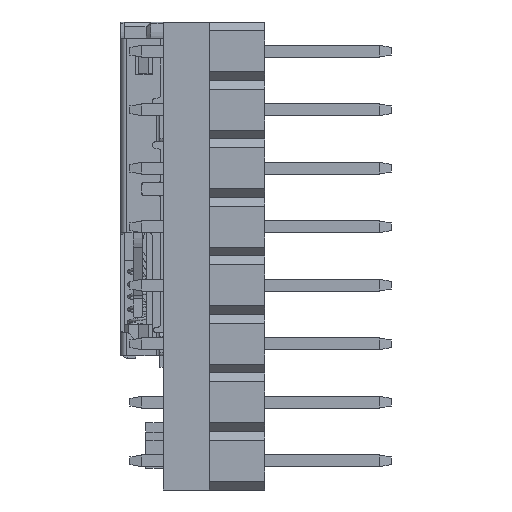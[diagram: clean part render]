
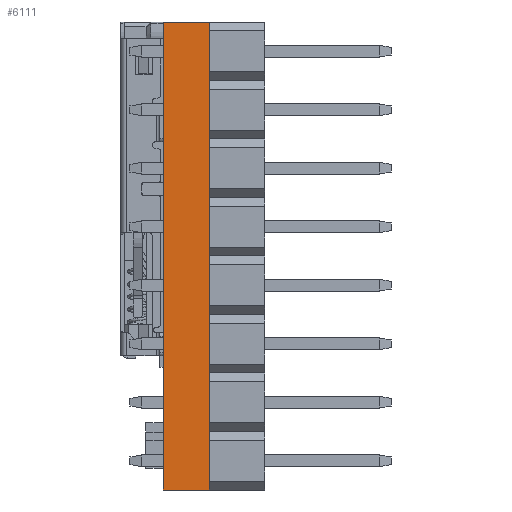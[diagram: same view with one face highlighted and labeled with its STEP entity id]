
A CAD part, left-side view. The second image highlights one B-rep face of the part: STEP entity #6111.
In plain terms, the highlighted planar face has unit normal (-1, 0, 0).
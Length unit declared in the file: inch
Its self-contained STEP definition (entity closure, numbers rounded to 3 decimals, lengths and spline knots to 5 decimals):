
#1113 = VERTEX_POINT ( 'NONE', #26924 ) ;
#1362 = CARTESIAN_POINT ( 'NONE',  ( -0.4, 0.09449, 0.4 ) ) ;
#1692 = EDGE_LOOP ( 'NONE', ( #4668, #12223, #27672, #43425 ) ) ;
#4668 = ORIENTED_EDGE ( 'NONE', *, *, #23506, .T. ) ;
#6111 = ADVANCED_FACE ( 'NONE', ( #10908 ), #43262, .F. ) ;
#6198 = DIRECTION ( 'NONE',  ( 0., -1., 0. ) ) ;
#7237 = EDGE_CURVE ( 'NONE', #1113, #32172, #43819, .T. ) ;
#8516 = VECTOR ( 'NONE', #8706, 39.37008 ) ;
#8706 = DIRECTION ( 'NONE',  ( 0., 0., 1. ) ) ;
#10908 = FACE_OUTER_BOUND ( 'NONE', #1692, .T. ) ;
#11836 = LINE ( 'NONE', #1362, #8516 ) ;
#12223 = ORIENTED_EDGE ( 'NONE', *, *, #7237, .F. ) ;
#13841 = VECTOR ( 'NONE', #6198, 39.37008 ) ;
#15634 = AXIS2_PLACEMENT_3D ( 'NONE', #28789, #18301, #22097 ) ;
#16782 = VECTOR ( 'NONE', #21227, 39.37008 ) ;
#17766 = DIRECTION ( 'NONE',  ( 0., -1., 0. ) ) ;
#18301 = DIRECTION ( 'NONE',  ( 1., 0., 0. ) ) ;
#18341 = CARTESIAN_POINT ( 'NONE',  ( -0.4, 0.17323, -0.4 ) ) ;
#21031 = VERTEX_POINT ( 'NONE', #18341 ) ;
#21227 = DIRECTION ( 'NONE',  ( 0., 0., 1. ) ) ;
#22097 = DIRECTION ( 'NONE',  ( 0., 0., -1. ) ) ;
#23165 = CARTESIAN_POINT ( 'NONE',  ( -0.4, 0.17323, 0.4 ) ) ;
#23506 = EDGE_CURVE ( 'NONE', #38621, #32172, #11836, .T. ) ;
#24021 = EDGE_CURVE ( 'NONE', #21031, #38621, #42324, .T. ) ;
#24323 = LINE ( 'NONE', #34641, #16782 ) ;
#26924 = CARTESIAN_POINT ( 'NONE',  ( -0.4, 0.17323, 0.4 ) ) ;
#27672 = ORIENTED_EDGE ( 'NONE', *, *, #29854, .F. ) ;
#28789 = CARTESIAN_POINT ( 'NONE',  ( -0.4, 0.17323, 0.4 ) ) ;
#29854 = EDGE_CURVE ( 'NONE', #21031, #1113, #24323, .T. ) ;
#30354 = VECTOR ( 'NONE', #17766, 39.37008 ) ;
#32172 = VERTEX_POINT ( 'NONE', #42753 ) ;
#34641 = CARTESIAN_POINT ( 'NONE',  ( -0.4, 0.17323, 0.4 ) ) ;
#38435 = CARTESIAN_POINT ( 'NONE',  ( -0.4, 0.17323, -0.4 ) ) ;
#38621 = VERTEX_POINT ( 'NONE', #43537 ) ;
#42324 = LINE ( 'NONE', #38435, #30354 ) ;
#42753 = CARTESIAN_POINT ( 'NONE',  ( -0.4, 0.09449, 0.4 ) ) ;
#43262 = PLANE ( 'NONE',  #15634 ) ;
#43425 = ORIENTED_EDGE ( 'NONE', *, *, #24021, .T. ) ;
#43537 = CARTESIAN_POINT ( 'NONE',  ( -0.4, 0.09449, -0.4 ) ) ;
#43819 = LINE ( 'NONE', #23165, #13841 ) ;
